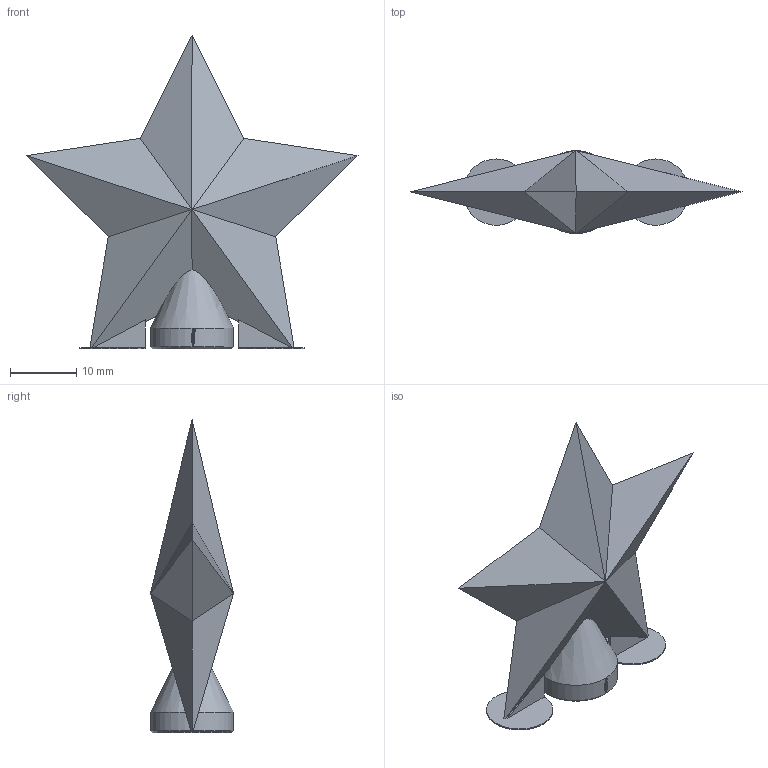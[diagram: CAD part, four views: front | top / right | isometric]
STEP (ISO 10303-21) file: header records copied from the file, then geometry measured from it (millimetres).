
FILE_DESCRIPTION(('FreeCAD Model'),'2;1');
FILE_NAME('Open CASCADE Shape Model','2023-11-08T20:30:56',(''),(''), 'Open CASCADE STEP processor 7.6','FreeCAD','Unknown');
FILE_SCHEMA(('AUTOMOTIVE_DESIGN { 1 0 10303 214 1 1 1 1 }'));
Length unit declared in the file: millimetre
Products named in the file (1): Ornament Star Five-Pointed RH BU01x02x02 - SPN-ORN-0001 (stemfie.org) 
[with 3D-printing supports]
Bounding box: 50 x 12.5 x 47.29 mm (x, y, z)
Volume: 4955.9 mm3; surface area: 3325 mm2
Topology: 1 solids, 1 shells, 505 faces, 1379 edges, 914 vertices
Faces by surface type: plane 329, extrusion 160, cylinder 12, cone 2, bspline 2
Full cylindrical faces by diameter (mm): 10 x2, 12.5 x1
Entity records: 38510 total; most frequent: CARTESIAN_POINT 12312, DIRECTION 4154, VECTOR 2830, ORIENTED_EDGE 2758, PCURVE 2758, DEFINITIONAL_REPRESENTATION 2758, LINE 2670, EDGE_CURVE 1379
